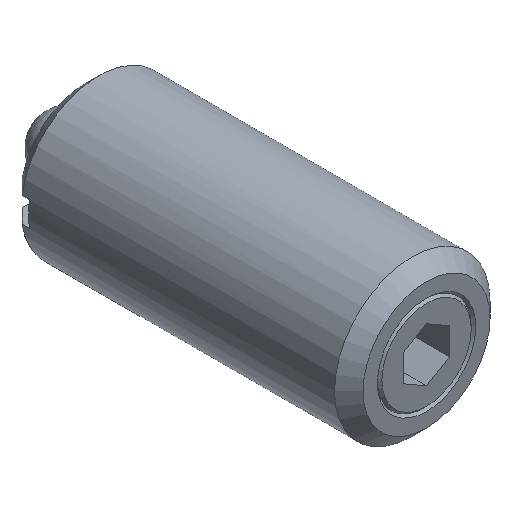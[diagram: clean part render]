
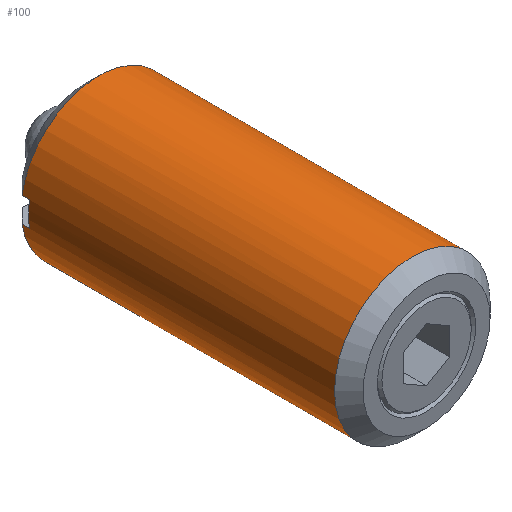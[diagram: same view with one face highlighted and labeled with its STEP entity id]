
A CAD part, isometric view. The second image highlights one B-rep face of the part: STEP entity #100.
In plain terms, the highlighted cylindrical face has radius 5 mm (diameter 10 mm), a full revolution.
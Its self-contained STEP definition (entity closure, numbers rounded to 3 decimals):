
#100 = ADVANCED_FACE( '', ( #226, #227 ), #228, .T. );
#226 = FACE_OUTER_BOUND( '', #378, .T. );
#227 = FACE_OUTER_BOUND( '', #379, .T. );
#228 = CYLINDRICAL_SURFACE( '', #380, 5. );
#378 = EDGE_LOOP( '', ( #592 ) );
#379 = EDGE_LOOP( '', ( #593, #594, #595, #596, #597, #598, #599, #600 ) );
#380 = AXIS2_PLACEMENT_3D( '', #601, #602, #603 );
#592 = ORIENTED_EDGE( '', *, *, #854, .F. );
#593 = ORIENTED_EDGE( '', *, *, #797, .F. );
#594 = ORIENTED_EDGE( '', *, *, #855, .F. );
#595 = ORIENTED_EDGE( '', *, *, #856, .F. );
#596 = ORIENTED_EDGE( '', *, *, #857, .T. );
#597 = ORIENTED_EDGE( '', *, *, #833, .F. );
#598 = ORIENTED_EDGE( '', *, *, #858, .F. );
#599 = ORIENTED_EDGE( '', *, *, #859, .F. );
#600 = ORIENTED_EDGE( '', *, *, #860, .T. );
#601 = CARTESIAN_POINT( '', ( 0., 0., 0. ) );
#602 = DIRECTION( '', ( 0., 1., 0. ) );
#603 = DIRECTION( '', ( 0., 0., -1. ) );
#797 = EDGE_CURVE( '', #925, #927, #928, .F. );
#833 = EDGE_CURVE( '', #981, #983, #984, .F. );
#854 = EDGE_CURVE( '', #1013, #1013, #1014, .T. );
#855 = EDGE_CURVE( '', #1015, #925, #1016, .T. );
#856 = EDGE_CURVE( '', #1017, #1015, #1018, .T. );
#857 = EDGE_CURVE( '', #1017, #983, #1019, .T. );
#858 = EDGE_CURVE( '', #1020, #981, #1021, .T. );
#859 = EDGE_CURVE( '', #1022, #1020, #1023, .T. );
#860 = EDGE_CURVE( '', #1022, #927, #1024, .T. );
#925 = VERTEX_POINT( '', #1107 );
#927 = VERTEX_POINT( '', #1110 );
#928 = LINE( '', #1111, #1112 );
#981 = VERTEX_POINT( '', #1186 );
#983 = VERTEX_POINT( '', #1189 );
#984 = LINE( '', #1190, #1191 );
#1013 = VERTEX_POINT( '', #1234 );
#1014 = CIRCLE( '', #1235, 5. );
#1015 = VERTEX_POINT( '', #1236 );
#1016 = CIRCLE( '', #1237, 5. );
#1017 = VERTEX_POINT( '', #1238 );
#1018 = LINE( '', #1239, #1240 );
#1019 = CIRCLE( '', #1241, 5. );
#1020 = VERTEX_POINT( '', #1242 );
#1021 = CIRCLE( '', #1243, 5. );
#1022 = VERTEX_POINT( '', #1244 );
#1023 = LINE( '', #1245, #1246 );
#1024 = CIRCLE( '', #1247, 5. );
#1107 = CARTESIAN_POINT( '', ( -4.936, 20.6, 0.8 ) );
#1110 = CARTESIAN_POINT( '', ( -4.936, 21.08, 0.8 ) );
#1111 = CARTESIAN_POINT( '', ( -4.936, 0., 0.8 ) );
#1112 = VECTOR( '', #1328, 1000. );
#1186 = CARTESIAN_POINT( '', ( 4.936, 20.6, -0.8 ) );
#1189 = CARTESIAN_POINT( '', ( 4.936, 21.08, -0.8 ) );
#1190 = CARTESIAN_POINT( '', ( 4.936, 0., -0.8 ) );
#1191 = VECTOR( '', #1366, 1000. );
#1234 = CARTESIAN_POINT( '', ( 0., 0.92, -5. ) );
#1235 = AXIS2_PLACEMENT_3D( '', #1387, #1388, #1389 );
#1236 = CARTESIAN_POINT( '', ( -4.936, 20.6, -0.8 ) );
#1237 = AXIS2_PLACEMENT_3D( '', #1390, #1391, #1392 );
#1238 = CARTESIAN_POINT( '', ( -4.936, 21.08, -0.8 ) );
#1239 = CARTESIAN_POINT( '', ( -4.936, 0., -0.8 ) );
#1240 = VECTOR( '', #1393, 1000. );
#1241 = AXIS2_PLACEMENT_3D( '', #1394, #1395, #1396 );
#1242 = CARTESIAN_POINT( '', ( 4.936, 20.6, 0.8 ) );
#1243 = AXIS2_PLACEMENT_3D( '', #1397, #1398, #1399 );
#1244 = CARTESIAN_POINT( '', ( 4.936, 21.08, 0.8 ) );
#1245 = CARTESIAN_POINT( '', ( 4.936, 0., 0.8 ) );
#1246 = VECTOR( '', #1400, 1000. );
#1247 = AXIS2_PLACEMENT_3D( '', #1401, #1402, #1403 );
#1328 = DIRECTION( '', ( 0., -1., 0. ) );
#1366 = DIRECTION( '', ( 0., -1., 0. ) );
#1387 = CARTESIAN_POINT( '', ( 0., 0.92, 0. ) );
#1388 = DIRECTION( '', ( 0., -1., 0. ) );
#1389 = DIRECTION( '', ( 0., 0., -1. ) );
#1390 = CARTESIAN_POINT( '', ( 0., 20.6, 0. ) );
#1391 = DIRECTION( '', ( 0., 1., 0. ) );
#1392 = DIRECTION( '', ( 0., 0., 1. ) );
#1393 = DIRECTION( '', ( 0., -1., 0. ) );
#1394 = CARTESIAN_POINT( '', ( 0., 21.08, 0. ) );
#1395 = DIRECTION( '', ( 0., -1., 0. ) );
#1396 = DIRECTION( '', ( 0., 0., -1. ) );
#1397 = CARTESIAN_POINT( '', ( 0., 20.6, 0. ) );
#1398 = DIRECTION( '', ( 0., 1., 0. ) );
#1399 = DIRECTION( '', ( 0., 0., 1. ) );
#1400 = DIRECTION( '', ( 0., -1., 0. ) );
#1401 = CARTESIAN_POINT( '', ( 0., 21.08, 0. ) );
#1402 = DIRECTION( '', ( 0., -1., 0. ) );
#1403 = DIRECTION( '', ( 0., 0., -1. ) );
